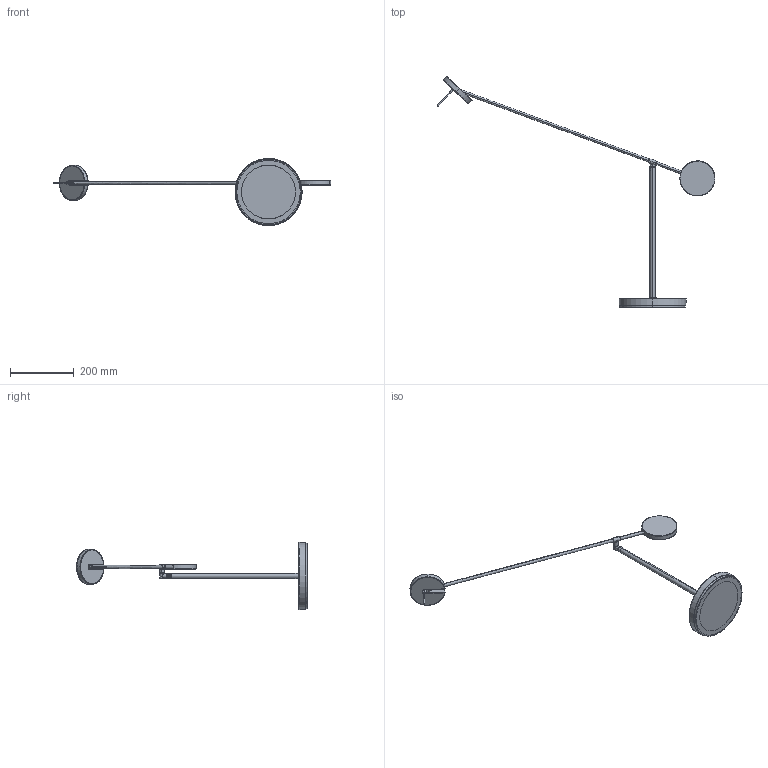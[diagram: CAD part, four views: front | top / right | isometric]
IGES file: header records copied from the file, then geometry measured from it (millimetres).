
Start section: SolidWorks IGES file using analytic representation for surfaces
Global section: file name: 10-5693.IGS; native system: SolidWorks 2016; preprocessor: SolidWorks 2016; author: agras; date: 170117.154908; units: millimetre
Bounding box: 871.07 x 723.4 x 210 mm (x, y, z)
Surface area: 301900.4 mm2 (no closed solid volume)
Topology: 0 solids, 0 shells, 446 faces, 6355 edges, 6339 vertices
Faces by surface type: bspline 248, revolution 198
